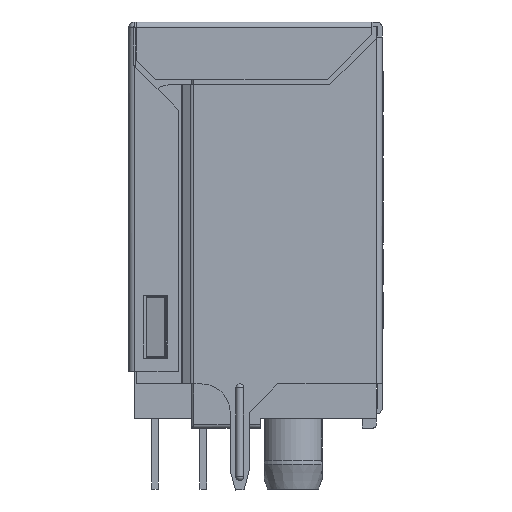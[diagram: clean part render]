
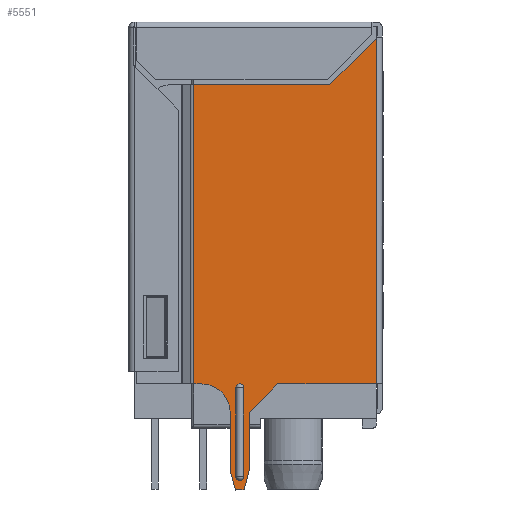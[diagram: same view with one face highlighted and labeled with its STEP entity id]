
A CAD part, left-side view. The second image highlights one B-rep face of the part: STEP entity #5551.
In plain terms, the highlighted planar face has unit normal (-1, 0, 0).
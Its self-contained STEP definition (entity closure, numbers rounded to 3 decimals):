
#147 = ORIENTED_EDGE ( 'NONE', *, *, #879, .T. ) ;
#168 = LINE ( 'NONE', #783, #3113 ) ;
#264 = VECTOR ( 'NONE', #15585, 1000. ) ;
#284 = ORIENTED_EDGE ( 'NONE', *, *, #8994, .F. ) ;
#651 = CARTESIAN_POINT ( 'NONE',  ( -7.92, -5.288, -24.32 ) ) ;
#654 = DIRECTION ( 'NONE',  ( 0., -0.707, 0.707 ) ) ;
#687 = VECTOR ( 'NONE', #12003, 1000. ) ;
#713 = DIRECTION ( 'NONE',  ( 0., 0., -1. ) ) ;
#783 = CARTESIAN_POINT ( 'NONE',  ( -7.92, -5.02, -18.75 ) ) ;
#830 = DIRECTION ( 'NONE',  ( 0., 0., 1. ) ) ;
#879 = EDGE_CURVE ( 'NONE', #5469, #12562, #11527, .T. ) ;
#966 = CARTESIAN_POINT ( 'NONE',  ( -7.92, -5.72, -23.62 ) ) ;
#1096 = DIRECTION ( 'NONE',  ( 1., 0., 0. ) ) ;
#1162 = CARTESIAN_POINT ( 'NONE',  ( -7.92, -13., -3.05 ) ) ;
#1254 = ORIENTED_EDGE ( 'NONE', *, *, #10259, .F. ) ;
#1306 = ORIENTED_EDGE ( 'NONE', *, *, #14950, .F. ) ;
#1311 = LINE ( 'NONE', #11976, #5060 ) ;
#1327 = EDGE_CURVE ( 'NONE', #5368, #12450, #10719, .T. ) ;
#1485 = VECTOR ( 'NONE', #7221, 1000. ) ;
#1889 = VERTEX_POINT ( 'NONE', #4106 ) ;
#1984 = CARTESIAN_POINT ( 'NONE',  ( -7.92, -7.52, -18.75 ) ) ;
#2110 = EDGE_CURVE ( 'NONE', #1889, #5469, #15889, .T. ) ;
#2165 = VECTOR ( 'NONE', #16050, 1000. ) ;
#2188 = VERTEX_POINT ( 'NONE', #966 ) ;
#2192 = VECTOR ( 'NONE', #13427, 1000. ) ;
#2222 = CARTESIAN_POINT ( 'NONE',  ( -7.92, -10.25, -3.05 ) ) ;
#2505 = DIRECTION ( 'NONE',  ( -1., 0., 0. ) ) ;
#2600 = LINE ( 'NONE', #12098, #2192 ) ;
#2658 = CARTESIAN_POINT ( 'NONE',  ( -7.92, -12.7, -18.75 ) ) ;
#2747 = VERTEX_POINT ( 'NONE', #5199 ) ;
#3113 = VECTOR ( 'NONE', #830, 1000. ) ;
#3266 = EDGE_CURVE ( 'NONE', #8875, #14286, #1311, .T. ) ;
#3291 = VECTOR ( 'NONE', #9254, 1000. ) ;
#3465 = CARTESIAN_POINT ( 'NONE',  ( -7.92, -3.52, -18.75 ) ) ;
#3629 = LINE ( 'NONE', #4273, #264 ) ;
#3811 = VERTEX_POINT ( 'NONE', #14706 ) ;
#4000 = ORIENTED_EDGE ( 'NONE', *, *, #12860, .F. ) ;
#4106 = CARTESIAN_POINT ( 'NONE',  ( -7.92, -6.02, -20.25 ) ) ;
#4140 = CIRCLE ( 'NONE', #4288, 1.5 ) ;
#4219 = CARTESIAN_POINT ( 'NONE',  ( -7.92, -5.32, -18.95 ) ) ;
#4273 = CARTESIAN_POINT ( 'NONE',  ( -7.92, -6.02, -18.75 ) ) ;
#4288 = AXIS2_PLACEMENT_3D ( 'NONE', #4310, #13105, #5567 ) ;
#4310 = CARTESIAN_POINT ( 'NONE',  ( -7.92, -3.52, -20.25 ) ) ;
#4376 = ORIENTED_EDGE ( 'NONE', *, *, #12079, .F. ) ;
#4394 = VECTOR ( 'NONE', #11392, 1000. ) ;
#4576 = ORIENTED_EDGE ( 'NONE', *, *, #13667, .F. ) ;
#4839 = PLANE ( 'NONE',  #12698 ) ;
#5060 = VECTOR ( 'NONE', #654, 1000. ) ;
#5199 = CARTESIAN_POINT ( 'NONE',  ( -7.92, -5.72, -18.95 ) ) ;
#5354 = EDGE_CURVE ( 'NONE', #15848, #13018, #9214, .T. ) ;
#5368 = VERTEX_POINT ( 'NONE', #13251 ) ;
#5469 = VERTEX_POINT ( 'NONE', #15936 ) ;
#5551 = ADVANCED_FACE ( 'NONE', ( #6083, #8040 ), #4839, .F. ) ;
#5567 = DIRECTION ( 'NONE',  ( 0., -1., 0. ) ) ;
#5753 = ORIENTED_EDGE ( 'NONE', *, *, #3266, .F. ) ;
#5824 = AXIS2_PLACEMENT_3D ( 'NONE', #15764, #8248, #713 ) ;
#5977 = DIRECTION ( 'NONE',  ( 0., 0., -1. ) ) ;
#6058 = CARTESIAN_POINT ( 'NONE',  ( -7.92, -5.02, -20.25 ) ) ;
#6083 = FACE_BOUND ( 'NONE', #6576, .T. ) ;
#6423 = VECTOR ( 'NONE', #5977, 1000. ) ;
#6556 = VERTEX_POINT ( 'NONE', #11076 ) ;
#6576 = EDGE_LOOP ( 'NONE', ( #4000, #1306, #1254, #284 ) ) ;
#6784 = CARTESIAN_POINT ( 'NONE',  ( -7.92, -12.7, -0.6 ) ) ;
#6800 = CARTESIAN_POINT ( 'NONE',  ( -7.92, -13., -24.32 ) ) ;
#7071 = DIRECTION ( 'NONE',  ( 0., -0.707, 0.707 ) ) ;
#7152 = LINE ( 'NONE', #6800, #9299 ) ;
#7221 = DIRECTION ( 'NONE',  ( 0., -1., 0. ) ) ;
#7521 = CARTESIAN_POINT ( 'NONE',  ( -7.92, -3.1, -3.05 ) ) ;
#7618 = CARTESIAN_POINT ( 'NONE',  ( -7.92, -5.72, -18.75 ) ) ;
#7678 = CARTESIAN_POINT ( 'NONE',  ( -7.92, -3.52, -18.75 ) ) ;
#7750 = LINE ( 'NONE', #7618, #4394 ) ;
#7932 = EDGE_CURVE ( 'NONE', #13261, #12548, #4140, .T. ) ;
#7964 = ORIENTED_EDGE ( 'NONE', *, *, #15102, .T. ) ;
#8040 = FACE_OUTER_BOUND ( 'NONE', #12085, .T. ) ;
#8062 = DIRECTION ( 'NONE',  ( 0., 1., 0. ) ) ;
#8248 = DIRECTION ( 'NONE',  ( -1., 0., 0. ) ) ;
#8288 = CIRCLE ( 'NONE', #5824, 0.2 ) ;
#8699 = DIRECTION ( 'NONE',  ( 0., -1., 0. ) ) ;
#8875 = VERTEX_POINT ( 'NONE', #2222 ) ;
#8949 = VECTOR ( 'NONE', #8699, 1000. ) ;
#8994 = EDGE_CURVE ( 'NONE', #2747, #9629, #10197, .T. ) ;
#9146 = ORIENTED_EDGE ( 'NONE', *, *, #13204, .F. ) ;
#9214 = LINE ( 'NONE', #651, #12572 ) ;
#9229 = EDGE_CURVE ( 'NONE', #10404, #6556, #10002, .T. ) ;
#9254 = DIRECTION ( 'NONE',  ( 0., 0.259, -0.966 ) ) ;
#9255 = LINE ( 'NONE', #3465, #2165 ) ;
#9299 = VECTOR ( 'NONE', #8062, 1000. ) ;
#9308 = ORIENTED_EDGE ( 'NONE', *, *, #1327, .F. ) ;
#9629 = VERTEX_POINT ( 'NONE', #4219 ) ;
#9714 = ORIENTED_EDGE ( 'NONE', *, *, #2110, .T. ) ;
#9748 = LINE ( 'NONE', #1162, #8949 ) ;
#9901 = DIRECTION ( 'NONE',  ( 0., 1., 0. ) ) ;
#10002 = LINE ( 'NONE', #11727, #3291 ) ;
#10061 = CARTESIAN_POINT ( 'NONE',  ( -7.92, -5.52, -18.95 ) ) ;
#10149 = LINE ( 'NONE', #13519, #6423 ) ;
#10197 = CIRCLE ( 'NONE', #15144, 0.2 ) ;
#10232 = ORIENTED_EDGE ( 'NONE', *, *, #11323, .F. ) ;
#10259 = EDGE_CURVE ( 'NONE', #9629, #3811, #10149, .T. ) ;
#10404 = VERTEX_POINT ( 'NONE', #15077 ) ;
#10459 = CARTESIAN_POINT ( 'NONE',  ( -7.92, -5.288, -24.32 ) ) ;
#10719 = LINE ( 'NONE', #10739, #687 ) ;
#10739 = CARTESIAN_POINT ( 'NONE',  ( -7.92, -3.1, -18.75 ) ) ;
#11076 = CARTESIAN_POINT ( 'NONE',  ( -7.92, -5.752, -24.32 ) ) ;
#11312 = DIRECTION ( 'NONE',  ( 0., 1., 0. ) ) ;
#11323 = EDGE_CURVE ( 'NONE', #12450, #8875, #9748, .T. ) ;
#11392 = DIRECTION ( 'NONE',  ( 0., 0., 1. ) ) ;
#11527 = LINE ( 'NONE', #13493, #1485 ) ;
#11727 = CARTESIAN_POINT ( 'NONE',  ( -7.92, -6.02, -23.32 ) ) ;
#11776 = ORIENTED_EDGE ( 'NONE', *, *, #5354, .F. ) ;
#11976 = CARTESIAN_POINT ( 'NONE',  ( -7.92, -10.25, -3.05 ) ) ;
#12003 = DIRECTION ( 'NONE',  ( 0., 0., 1. ) ) ;
#12079 = EDGE_CURVE ( 'NONE', #6556, #15848, #7152, .T. ) ;
#12085 = EDGE_LOOP ( 'NONE', ( #16336, #16107, #11776, #4376, #12807, #4576, #9714, #147, #9146, #5753, #10232, #9308, #7964 ) ) ;
#12098 = CARTESIAN_POINT ( 'NONE',  ( -7.92, -12.7, -18.75 ) ) ;
#12450 = VERTEX_POINT ( 'NONE', #7521 ) ;
#12548 = VERTEX_POINT ( 'NONE', #7678 ) ;
#12562 = VERTEX_POINT ( 'NONE', #2658 ) ;
#12572 = VECTOR ( 'NONE', #14441, 1000. ) ;
#12698 = AXIS2_PLACEMENT_3D ( 'NONE', #16162, #1096, #9901 ) ;
#12807 = ORIENTED_EDGE ( 'NONE', *, *, #9229, .F. ) ;
#12860 = EDGE_CURVE ( 'NONE', #2188, #2747, #7750, .T. ) ;
#13018 = VERTEX_POINT ( 'NONE', #13033 ) ;
#13033 = CARTESIAN_POINT ( 'NONE',  ( -7.92, -5.02, -23.32 ) ) ;
#13105 = DIRECTION ( 'NONE',  ( -1., 0., 0. ) ) ;
#13204 = EDGE_CURVE ( 'NONE', #14286, #12562, #2600, .T. ) ;
#13251 = CARTESIAN_POINT ( 'NONE',  ( -7.92, -3.1, -18.75 ) ) ;
#13261 = VERTEX_POINT ( 'NONE', #6058 ) ;
#13427 = DIRECTION ( 'NONE',  ( 0., 0., -1. ) ) ;
#13493 = CARTESIAN_POINT ( 'NONE',  ( -7.92, -12.7, -18.75 ) ) ;
#13519 = CARTESIAN_POINT ( 'NONE',  ( -7.92, -5.32, -18.75 ) ) ;
#13667 = EDGE_CURVE ( 'NONE', #1889, #10404, #3629, .T. ) ;
#14286 = VERTEX_POINT ( 'NONE', #6784 ) ;
#14441 = DIRECTION ( 'NONE',  ( 0., 0.259, 0.966 ) ) ;
#14706 = CARTESIAN_POINT ( 'NONE',  ( -7.92, -5.32, -23.62 ) ) ;
#14950 = EDGE_CURVE ( 'NONE', #3811, #2188, #8288, .T. ) ;
#15077 = CARTESIAN_POINT ( 'NONE',  ( -7.92, -6.02, -23.32 ) ) ;
#15102 = EDGE_CURVE ( 'NONE', #5368, #12548, #9255, .T. ) ;
#15144 = AXIS2_PLACEMENT_3D ( 'NONE', #10061, #2505, #11312 ) ;
#15585 = DIRECTION ( 'NONE',  ( 0., 0., -1. ) ) ;
#15764 = CARTESIAN_POINT ( 'NONE',  ( -7.92, -5.52, -23.62 ) ) ;
#15848 = VERTEX_POINT ( 'NONE', #10459 ) ;
#15889 = LINE ( 'NONE', #1984, #16295 ) ;
#15936 = CARTESIAN_POINT ( 'NONE',  ( -7.92, -7.52, -18.75 ) ) ;
#16050 = DIRECTION ( 'NONE',  ( 0., -1., 0. ) ) ;
#16055 = EDGE_CURVE ( 'NONE', #13018, #13261, #168, .T. ) ;
#16107 = ORIENTED_EDGE ( 'NONE', *, *, #16055, .F. ) ;
#16162 = CARTESIAN_POINT ( 'NONE',  ( -7.92, -13., -18.75 ) ) ;
#16295 = VECTOR ( 'NONE', #7071, 1000. ) ;
#16336 = ORIENTED_EDGE ( 'NONE', *, *, #7932, .F. ) ;
